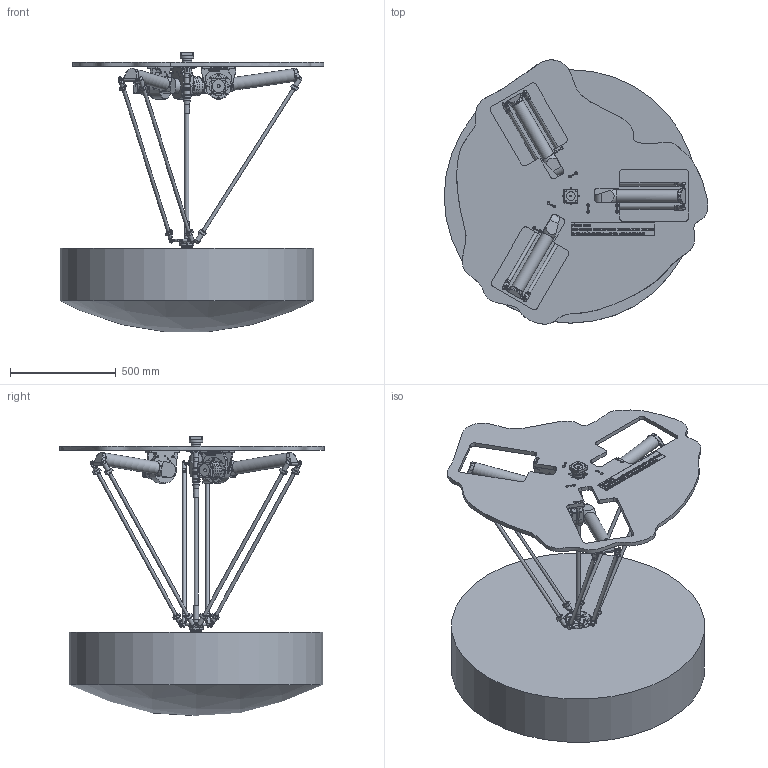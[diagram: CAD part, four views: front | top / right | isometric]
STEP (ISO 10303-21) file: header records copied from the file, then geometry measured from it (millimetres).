
FILE_DESCRIPTION(/* description */ ('Norm.iam Teamplte'),/* implementation_level */ '2;1');
FILE_NAME(/* name */ '3D-model_AL_10006.stp',/* time_stamp */ '2023-04-21T16:19:04+02:00',/* author */ ('paul.kammergruber'),/* organization */ (''),/* preprocessor_version */ 'ST-DEVELOPER v16.5',/* originating_system */ 'Autodesk Inventor 2017',/* authorisation */ '');
FILE_SCHEMA (('AUTOMOTIVE_DESIGN { 1 0 10303 214 3 1 1 }'));
Products named in the file (14): AL_10006_DUMMY DELTA Robotermechanik RL3-1200-1/3kg; MT_WST00111152 Oberarm; MT_WST00111189 Dummy Unterarm; MT_WST00112139 Dummy Teleskop oben; MT_WST00111345 Dummy Werkzeugträger; MT_WST00111346 Flansch; MT_WST00111357 Dummy Teleskopwelle; MT_BGR00105211 Dummy Roboterbasis; MT_WST00112118 Dummy Flansch; MT_WST00111349 Getriebe; MT_WST00111551 n/a; MT_WST00111188 Getriebe; MT_WST00110667 Machine frame proposal-03; MT_WST00111290
Assembly tree (22 placements, depth 3):
  AL_10006_DUMMY DELTA Robotermechanik RL3-1200-1/3kg
    MT_WST00111152 Oberarm  x3
    MT_WST00111189 Dummy Unterarm  x6
    MT_WST00112139 Dummy Teleskop oben
    MT_WST00111345 Dummy Werkzeugträger
    MT_WST00111346 Flansch
    MT_WST00111357 Dummy Teleskopwelle
    MT_BGR00105211 Dummy Roboterbasis
      MT_WST00112118 Dummy Flansch
      MT_WST00111349 Getriebe
      MT_WST00111551 n/a
      MT_WST00111188 Getriebe  x3
    MT_WST00110667 Machine frame proposal-03
    MT_WST00111290
Bounding box: 1248.25 x 1251.33 x 1322.75 mm (x, y, z)
Volume: 394322783.3 mm3; surface area: 6185436.5 mm2
Topology: 23 solids, 23 shells, 4616 faces, 11490 edges, 7211 vertices
Faces by surface type: plane 2102, bspline 1046, cylinder 939, cone 239, sphere 185, torus 105
Full cylindrical faces by diameter (mm): 3.242 x6, 4.134 x16, 4.917 x41, 5.5 x24, 5.8 x7, 6 x13, 6.6 x4, 6.647 x9, 7 x28, 9 x5, 9.66 x3, 9.8 x3, 10 x3, 10.106 x12, 12 x1, 13 x2, 13.5 x12, 14 x4, 16 x6, 17 x3, 18 x3, 19 x4, 22 x24, 25 x6, 31 x2, 32 x3, 35 x2, 40 x1, 46 x2, 50 x2
Entity records: 117327 total; most frequent: CARTESIAN_POINT 40051, ORIENTED_EDGE 16262, DIRECTION 12707, EDGE_CURVE 8131, VERTEX_POINT 5430, LINE 5037, VECTOR 5037, EDGE_LOOP 4091
